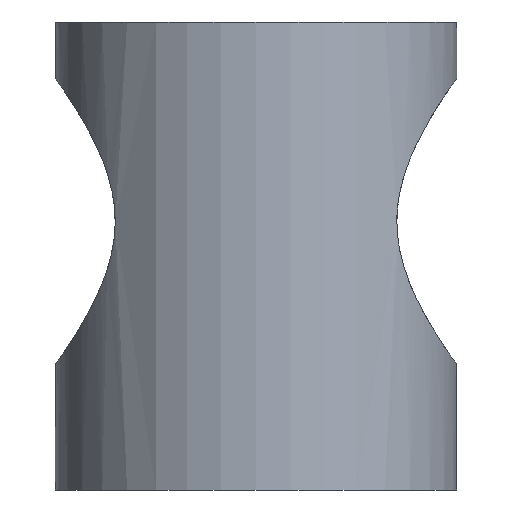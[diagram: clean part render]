
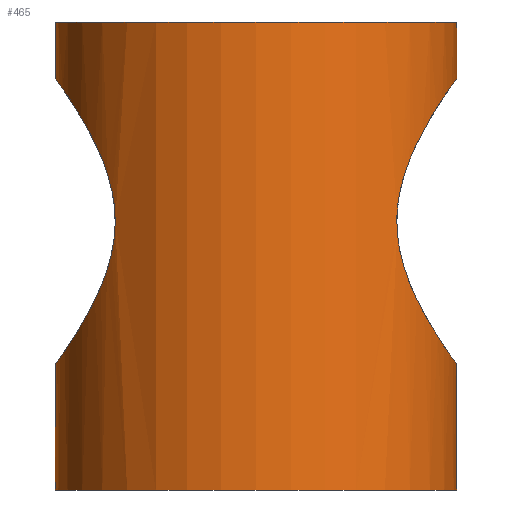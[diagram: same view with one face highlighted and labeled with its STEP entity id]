
A CAD part, left-side view. The second image highlights one B-rep face of the part: STEP entity #465.
In plain terms, the highlighted cylindrical face has radius 12 mm (diameter 24 mm), a full revolution.
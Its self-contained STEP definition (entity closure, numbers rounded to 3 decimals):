
#36=FACE_BOUND('',#96,.T.);
#37=FACE_BOUND('',#97,.T.);
#60=FACE_OUTER_BOUND('',#95,.T.);
#95=EDGE_LOOP('',(#420,#421,#422,#423));
#96=EDGE_LOOP('',(#424,#425));
#97=EDGE_LOOP('',(#426,#427));
#111=B_SPLINE_CURVE_WITH_KNOTS('',3,(#722,#723,#724,#725,#726,#727,#728,
#729,#730,#731,#732,#733,#734,#735,#736,#737,#738,#739),.UNSPECIFIED.,.F.,
 .F.,(4,2,2,2,2,2,2,2,4),(1.353,1.688,2.024,
2.365,2.706,3.046,3.387,3.723,
4.058),.UNSPECIFIED.);
#116=B_SPLINE_CURVE_WITH_KNOTS('',3,(#793,#794,#795,#796,#797,#798,#799,
#800,#801,#802,#803,#804,#805,#806,#807,#808,#809,#810,#811,#812,#813,#814,
#815,#816,#817,#818),.UNSPECIFIED.,.F.,.F.,(4,2,2,2,2,2,2,2,2,2,2,2,4),
(0.,0.341,0.682,1.017,1.353,
1.688,2.024,2.365,2.706,3.046,
3.387,3.723,4.058),.UNSPECIFIED.);
#117=B_SPLINE_CURVE_WITH_KNOTS('',3,(#819,#820,#821,#822,#823,#824,#825,
#826,#827,#828),.UNSPECIFIED.,.F.,.F.,(4,2,2,2,4),(4.058,4.394,
4.729,5.07,5.411),.UNSPECIFIED.);
#122=B_SPLINE_CURVE_WITH_KNOTS('',3,(#871,#872,#873,#874,#875,#876,#877,
#878,#879,#880,#881,#882,#883,#884,#885,#886,#887,#888,#889),
 .UNSPECIFIED.,.F.,.F.,(4,2,2,2,3,2,2,2,4),(4.058,4.394,
4.729,5.07,5.411,5.752,6.093,
6.428,6.764),.UNSPECIFIED.);
#148=LINE('',#1149,#167);
#167=VECTOR('',#617,12.);
#172=CIRCLE('',#491,12.);
#187=CIRCLE('',#519,12.);
#198=VERTEX_POINT('',#720);
#199=VERTEX_POINT('',#721);
#206=VERTEX_POINT('',#790);
#207=VERTEX_POINT('',#792);
#219=VERTEX_POINT('',#1096);
#234=VERTEX_POINT('',#1148);
#247=EDGE_CURVE('',#198,#199,#111,.T.);
#257=EDGE_CURVE('',#207,#206,#116,.T.);
#258=EDGE_CURVE('',#206,#207,#117,.T.);
#263=EDGE_CURVE('',#199,#198,#122,.T.);
#275=EDGE_CURVE('',#219,#219,#172,.T.);
#299=EDGE_CURVE('',#219,#234,#148,.T.);
#300=EDGE_CURVE('',#234,#234,#187,.T.);
#420=ORIENTED_EDGE('',*,*,#275,.F.);
#421=ORIENTED_EDGE('',*,*,#299,.T.);
#422=ORIENTED_EDGE('',*,*,#300,.T.);
#423=ORIENTED_EDGE('',*,*,#299,.F.);
#424=ORIENTED_EDGE('',*,*,#257,.T.);
#425=ORIENTED_EDGE('',*,*,#258,.T.);
#426=ORIENTED_EDGE('',*,*,#247,.T.);
#427=ORIENTED_EDGE('',*,*,#263,.T.);
#446=CYLINDRICAL_SURFACE('',#518,12.);
#465=ADVANCED_FACE('',(#60,#36,#37),#446,.T.);
#491=AXIS2_PLACEMENT_3D('',#1097,#552,#553);
#518=AXIS2_PLACEMENT_3D('',#1147,#615,#616);
#519=AXIS2_PLACEMENT_3D('',#1150,#618,#619);
#552=DIRECTION('center_axis',(0.,0.,1.));
#553=DIRECTION('ref_axis',(1.,0.,0.));
#615=DIRECTION('center_axis',(0.,0.,1.));
#616=DIRECTION('ref_axis',(1.,0.,0.));
#617=DIRECTION('',(0.,0.,-1.));
#618=DIRECTION('center_axis',(0.,0.,1.));
#619=DIRECTION('ref_axis',(1.,0.,0.));
#720=CARTESIAN_POINT('',(0.,-12.,24.622));
#721=CARTESIAN_POINT('',(0.,-12.,7.522));
#722=CARTESIAN_POINT('Ctrl Pts',(0.,-12.,24.622));
#723=CARTESIAN_POINT('Ctrl Pts',(1.118,-12.,24.622));
#724=CARTESIAN_POINT('Ctrl Pts',(2.284,-11.831,24.389));
#725=CARTESIAN_POINT('Ctrl Pts',(4.381,-11.225,23.502));
#726=CARTESIAN_POINT('Ctrl Pts',(5.315,-10.792,22.849));
#727=CARTESIAN_POINT('Ctrl Pts',(6.789,-9.933,21.375));
#728=CARTESIAN_POINT('Ctrl Pts',(7.434,-9.438,20.443));
#729=CARTESIAN_POINT('Ctrl Pts',(8.314,-8.672,18.363));
#730=CARTESIAN_POINT('Ctrl Pts',(8.55,-8.42,17.208));
#731=CARTESIAN_POINT('Ctrl Pts',(8.55,-8.42,14.936));
#732=CARTESIAN_POINT('Ctrl Pts',(8.314,-8.672,13.781));
#733=CARTESIAN_POINT('Ctrl Pts',(7.434,-9.438,11.701));
#734=CARTESIAN_POINT('Ctrl Pts',(6.789,-9.933,10.769));
#735=CARTESIAN_POINT('Ctrl Pts',(5.315,-10.792,9.295));
#736=CARTESIAN_POINT('Ctrl Pts',(4.381,-11.225,8.642));
#737=CARTESIAN_POINT('Ctrl Pts',(2.284,-11.831,7.754));
#738=CARTESIAN_POINT('Ctrl Pts',(1.118,-12.,7.522));
#739=CARTESIAN_POINT('Ctrl Pts',(0.,-12.,7.522));
#790=CARTESIAN_POINT('',(0.,12.,24.622));
#792=CARTESIAN_POINT('',(-8.55,8.42,16.072));
#793=CARTESIAN_POINT('Ctrl Pts',(-8.55,8.42,16.072));
#794=CARTESIAN_POINT('Ctrl Pts',(-8.55,8.42,14.936));
#795=CARTESIAN_POINT('Ctrl Pts',(-8.314,8.672,13.781));
#796=CARTESIAN_POINT('Ctrl Pts',(-7.434,9.438,11.701));
#797=CARTESIAN_POINT('Ctrl Pts',(-6.789,9.933,10.769));
#798=CARTESIAN_POINT('Ctrl Pts',(-5.315,10.792,9.295));
#799=CARTESIAN_POINT('Ctrl Pts',(-4.381,11.225,8.642));
#800=CARTESIAN_POINT('Ctrl Pts',(-2.284,11.831,7.754));
#801=CARTESIAN_POINT('Ctrl Pts',(-1.118,12.,7.522));
#802=CARTESIAN_POINT('Ctrl Pts',(1.118,12.,7.522));
#803=CARTESIAN_POINT('Ctrl Pts',(2.284,11.831,7.754));
#804=CARTESIAN_POINT('Ctrl Pts',(4.381,11.225,8.642));
#805=CARTESIAN_POINT('Ctrl Pts',(5.315,10.792,9.295));
#806=CARTESIAN_POINT('Ctrl Pts',(6.789,9.933,10.769));
#807=CARTESIAN_POINT('Ctrl Pts',(7.434,9.438,11.701));
#808=CARTESIAN_POINT('Ctrl Pts',(8.314,8.672,13.781));
#809=CARTESIAN_POINT('Ctrl Pts',(8.55,8.42,14.936));
#810=CARTESIAN_POINT('Ctrl Pts',(8.55,8.42,17.208));
#811=CARTESIAN_POINT('Ctrl Pts',(8.314,8.672,18.363));
#812=CARTESIAN_POINT('Ctrl Pts',(7.434,9.438,20.443));
#813=CARTESIAN_POINT('Ctrl Pts',(6.789,9.933,21.375));
#814=CARTESIAN_POINT('Ctrl Pts',(5.315,10.792,22.849));
#815=CARTESIAN_POINT('Ctrl Pts',(4.381,11.225,23.502));
#816=CARTESIAN_POINT('Ctrl Pts',(2.284,11.831,24.389));
#817=CARTESIAN_POINT('Ctrl Pts',(1.118,12.,24.622));
#818=CARTESIAN_POINT('Ctrl Pts',(0.,12.,24.622));
#819=CARTESIAN_POINT('Ctrl Pts',(0.,12.,24.622));
#820=CARTESIAN_POINT('Ctrl Pts',(-1.118,12.,24.622));
#821=CARTESIAN_POINT('Ctrl Pts',(-2.284,11.831,24.389));
#822=CARTESIAN_POINT('Ctrl Pts',(-4.381,11.225,23.502));
#823=CARTESIAN_POINT('Ctrl Pts',(-5.315,10.792,22.849));
#824=CARTESIAN_POINT('Ctrl Pts',(-6.789,9.933,21.375));
#825=CARTESIAN_POINT('Ctrl Pts',(-7.434,9.438,20.443));
#826=CARTESIAN_POINT('Ctrl Pts',(-8.314,8.672,18.363));
#827=CARTESIAN_POINT('Ctrl Pts',(-8.55,8.42,17.208));
#828=CARTESIAN_POINT('Ctrl Pts',(-8.55,8.42,16.072));
#871=CARTESIAN_POINT('Ctrl Pts',(0.,-12.,7.522));
#872=CARTESIAN_POINT('Ctrl Pts',(-1.118,-12.,7.522));
#873=CARTESIAN_POINT('Ctrl Pts',(-2.284,-11.831,7.754));
#874=CARTESIAN_POINT('Ctrl Pts',(-4.381,-11.225,8.642));
#875=CARTESIAN_POINT('Ctrl Pts',(-5.315,-10.792,9.295));
#876=CARTESIAN_POINT('Ctrl Pts',(-6.789,-9.933,10.769));
#877=CARTESIAN_POINT('Ctrl Pts',(-7.434,-9.438,11.701));
#878=CARTESIAN_POINT('Ctrl Pts',(-8.314,-8.672,13.781));
#879=CARTESIAN_POINT('Ctrl Pts',(-8.55,-8.42,14.936));
#880=CARTESIAN_POINT('Ctrl Pts',(-8.55,-8.42,16.072));
#881=CARTESIAN_POINT('Ctrl Pts',(-8.55,-8.42,17.208));
#882=CARTESIAN_POINT('Ctrl Pts',(-8.314,-8.672,18.363));
#883=CARTESIAN_POINT('Ctrl Pts',(-7.434,-9.438,20.443));
#884=CARTESIAN_POINT('Ctrl Pts',(-6.789,-9.933,21.375));
#885=CARTESIAN_POINT('Ctrl Pts',(-5.315,-10.792,22.849));
#886=CARTESIAN_POINT('Ctrl Pts',(-4.381,-11.225,23.502));
#887=CARTESIAN_POINT('Ctrl Pts',(-2.284,-11.831,24.389));
#888=CARTESIAN_POINT('Ctrl Pts',(-1.118,-12.,24.622));
#889=CARTESIAN_POINT('Ctrl Pts',(0.,-12.,24.622));
#1096=CARTESIAN_POINT('',(-12.,0.,28.));
#1097=CARTESIAN_POINT('Origin',(0.,0.,28.));
#1147=CARTESIAN_POINT('Origin',(0.,0.,0.));
#1148=CARTESIAN_POINT('',(-12.,0.,0.));
#1149=CARTESIAN_POINT('',(-12.,0.,0.));
#1150=CARTESIAN_POINT('Origin',(0.,0.,0.));
